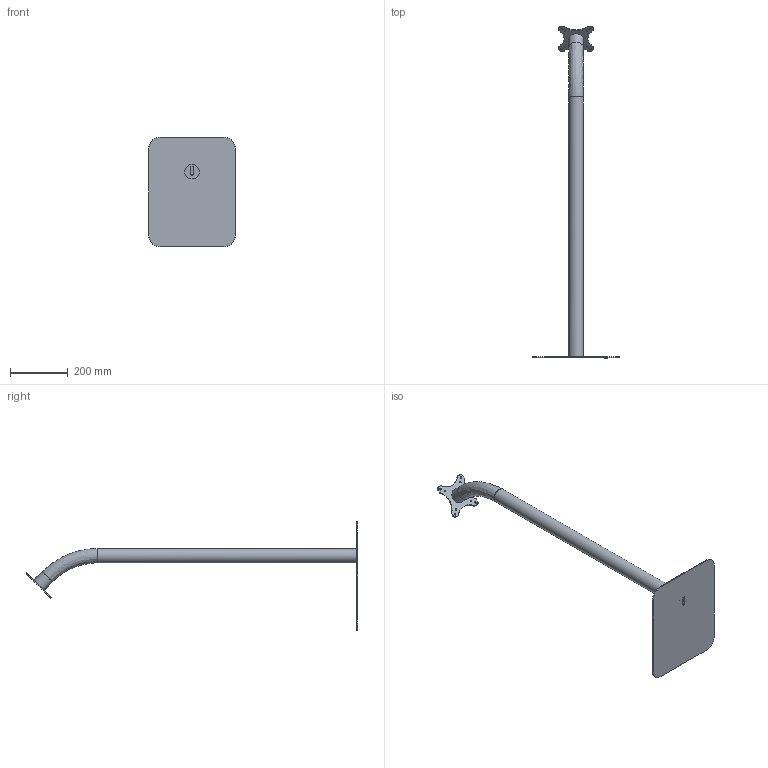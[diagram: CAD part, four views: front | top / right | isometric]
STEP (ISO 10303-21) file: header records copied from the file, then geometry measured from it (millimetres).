
FILE_DESCRIPTION(/* description */ (''),/* implementation_level */ '2;1');
FILE_NAME(/* name */ 'vb_mnt_ffs2.step.stp',/* time_stamp */ '2023-02-13T11:18:46-05:00',/* author */ ('NickC'),/* organization */ (''),/* preprocessor_version */ 'ST-DEVELOPER v17',/* originating_system */ 'Autodesk Inventor 2019',/* authorisation */ '');
FILE_SCHEMA (('AUTOMOTIVE_DESIGN { 1 0 10303 214 3 1 1 }'));
Length unit declared in the file: inch
Products named in the file (1): Part5
Bounding box: 299.6 x 1148.68 x 379.6 mm (x, y, z)
Volume: 2656192.2 mm3; surface area: 425128.6 mm2
Topology: 1 solids, 1 shells, 64 faces, 184 edges, 125 vertices
Faces by surface type: cylinder 36, plane 23, torus 4, bspline 1
Full cylindrical faces by diameter (mm): 5.4 x8, 50 x2
Entity records: 2265 total; most frequent: DIRECTION 412, CARTESIAN_POINT 399, ORIENTED_EDGE 366, EDGE_CURVE 183, AXIS2_PLACEMENT_3D 164, VERTEX_POINT 124, CIRCLE 98, LINE 84
